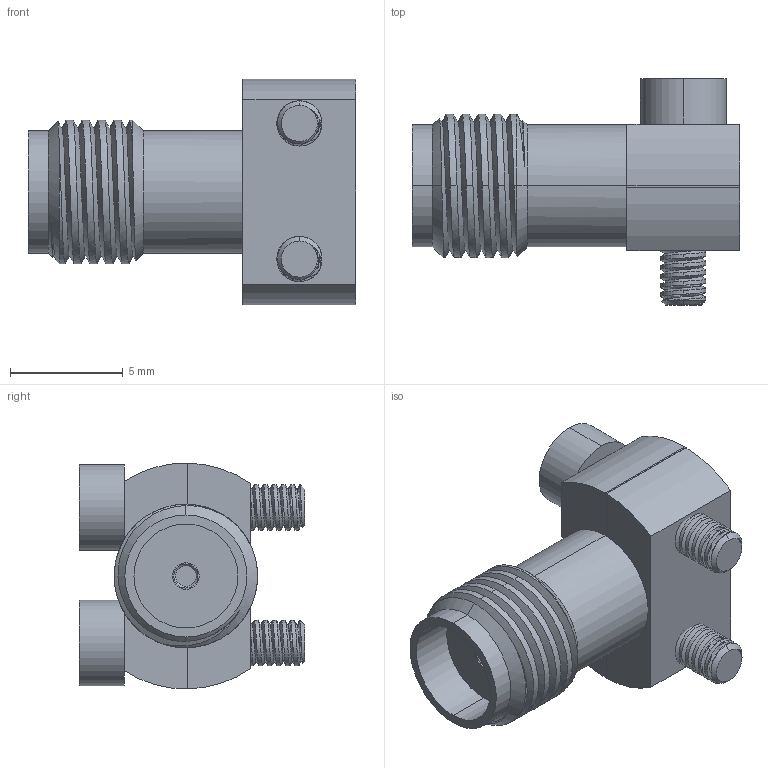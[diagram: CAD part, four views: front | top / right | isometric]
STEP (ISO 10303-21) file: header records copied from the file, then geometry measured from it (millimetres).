
FILE_DESCRIPTION (( 'STEP AP214' ), '1' );
FILE_NAME ('FMCN5207_3D.step', '2024-07-31T17:09:32', ( '' ), ( '' ), 'SwSTEP 2.0', 'SolidWorks 2022', '' );
FILE_SCHEMA (( 'AUTOMOTIVE_DESIGN' ));
Length unit declared in the file: inch
Products named in the file (1): FMCN5207_3D
Bounding box: 14.51 x 10 x 10 mm (x, y, z)
Volume: 449 mm3; surface area: 908.8 mm2
Topology: 3 solids, 4 shells, 203 faces, 519 edges, 338 vertices
Faces by surface type: cylinder 130, plane 54, cone 13, bspline 6
Entity records: 12551 total; most frequent: CARTESIAN_POINT 5496, ORIENTED_EDGE 1038, DIRECTION 826, EDGE_CURVE 519, VERTEX_POINT 338, AXIS2_PLACEMENT_3D 300, VECTOR 226, LINE 226
